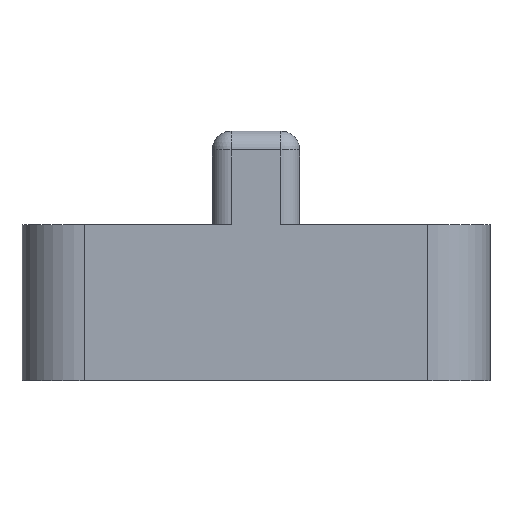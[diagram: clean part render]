
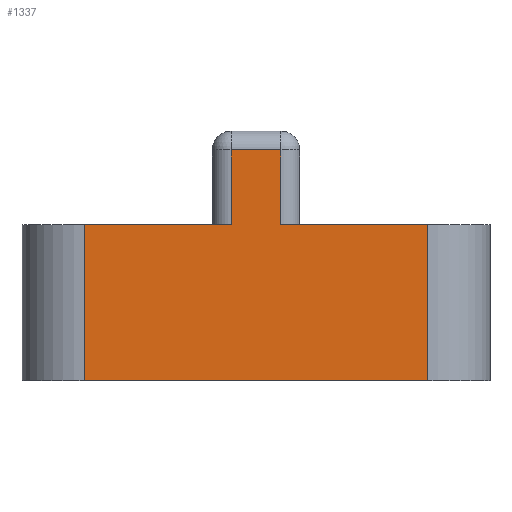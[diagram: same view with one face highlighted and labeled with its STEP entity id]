
A CAD part, front view. The second image highlights one B-rep face of the part: STEP entity #1337.
In plain terms, the highlighted planar face has unit normal (0, -1, 0).
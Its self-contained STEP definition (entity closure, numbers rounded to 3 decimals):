
#44 = PLANE('',#45);
#45 = AXIS2_PLACEMENT_3D('',#46,#47,#48);
#46 = CARTESIAN_POINT('',(0.,0.,5.));
#47 = DIRECTION('',(0.,0.,1.));
#48 = DIRECTION('',(1.,0.,0.));
#72 = CYLINDRICAL_SURFACE('',#73,2.);
#73 = AXIS2_PLACEMENT_3D('',#74,#75,#76);
#74 = CARTESIAN_POINT('',(2.,2.,0.));
#75 = DIRECTION('',(0.,0.,1.));
#76 = DIRECTION('',(-1.,0.,0.));
#100 = PLANE('',#101);
#101 = AXIS2_PLACEMENT_3D('',#102,#103,#104);
#102 = CARTESIAN_POINT('',(0.,0.,0.));
#103 = DIRECTION('',(0.,0.,1.));
#104 = DIRECTION('',(1.,0.,0.));
#143 = VERTEX_POINT('',#144);
#144 = CARTESIAN_POINT('',(2.,0.,5.));
#166 = EDGE_CURVE('',#143,#167,#169,.T.);
#167 = VERTEX_POINT('',#168);
#168 = CARTESIAN_POINT('',(6.7,0.,5.));
#169 = SURFACE_CURVE('',#170,(#174,#181),.PCURVE_S1.);
#170 = LINE('',#171,#172);
#171 = CARTESIAN_POINT('',(0.,0.,5.));
#172 = VECTOR('',#173,1.);
#173 = DIRECTION('',(1.,0.,0.));
#174 = PCURVE('',#44,#175);
#175 = DEFINITIONAL_REPRESENTATION('',(#176),#180);
#176 = LINE('',#177,#178);
#177 = CARTESIAN_POINT('',(0.,0.));
#178 = VECTOR('',#179,1.);
#179 = DIRECTION('',(1.,0.));
#180 = ( GEOMETRIC_REPRESENTATION_CONTEXT(2) 
PARAMETRIC_REPRESENTATION_CONTEXT() REPRESENTATION_CONTEXT('2D SPACE',''
  ) );
#181 = PCURVE('',#182,#187);
#182 = PLANE('',#183);
#183 = AXIS2_PLACEMENT_3D('',#184,#185,#186);
#184 = CARTESIAN_POINT('',(7.5,0.,3.087));
#185 = DIRECTION('',(0.,-1.,0.));
#186 = DIRECTION('',(0.,0.,-1.));
#187 = DEFINITIONAL_REPRESENTATION('',(#188),#192);
#188 = LINE('',#189,#190);
#189 = CARTESIAN_POINT('',(-1.913,-7.5));
#190 = VECTOR('',#191,1.);
#191 = DIRECTION('',(0.,1.));
#192 = ( GEOMETRIC_REPRESENTATION_CONTEXT(2) 
PARAMETRIC_REPRESENTATION_CONTEXT() REPRESENTATION_CONTEXT('2D SPACE',''
  ) );
#211 = CYLINDRICAL_SURFACE('',#212,0.6);
#212 = AXIS2_PLACEMENT_3D('',#213,#214,#215);
#213 = CARTESIAN_POINT('',(6.7,0.6,0.));
#214 = DIRECTION('',(0.,0.,1.));
#215 = DIRECTION('',(-1.,0.,0.));
#682 = VERTEX_POINT('',#683);
#683 = CARTESIAN_POINT('',(8.3,0.,5.));
#698 = CYLINDRICAL_SURFACE('',#699,0.6);
#699 = AXIS2_PLACEMENT_3D('',#700,#701,#702);
#700 = CARTESIAN_POINT('',(8.3,0.6,0.));
#701 = DIRECTION('',(0.,0.,1.));
#702 = DIRECTION('',(1.,0.,0.));
#710 = EDGE_CURVE('',#682,#711,#713,.T.);
#711 = VERTEX_POINT('',#712);
#712 = CARTESIAN_POINT('',(13.,0.,5.));
#713 = SURFACE_CURVE('',#714,(#718,#725),.PCURVE_S1.);
#714 = LINE('',#715,#716);
#715 = CARTESIAN_POINT('',(0.,0.,5.));
#716 = VECTOR('',#717,1.);
#717 = DIRECTION('',(1.,0.,0.));
#718 = PCURVE('',#44,#719);
#719 = DEFINITIONAL_REPRESENTATION('',(#720),#724);
#720 = LINE('',#721,#722);
#721 = CARTESIAN_POINT('',(0.,0.));
#722 = VECTOR('',#723,1.);
#723 = DIRECTION('',(1.,0.));
#724 = ( GEOMETRIC_REPRESENTATION_CONTEXT(2) 
PARAMETRIC_REPRESENTATION_CONTEXT() REPRESENTATION_CONTEXT('2D SPACE',''
  ) );
#725 = PCURVE('',#182,#726);
#726 = DEFINITIONAL_REPRESENTATION('',(#727),#731);
#727 = LINE('',#728,#729);
#728 = CARTESIAN_POINT('',(-1.913,-7.5));
#729 = VECTOR('',#730,1.);
#730 = DIRECTION('',(0.,1.));
#731 = ( GEOMETRIC_REPRESENTATION_CONTEXT(2) 
PARAMETRIC_REPRESENTATION_CONTEXT() REPRESENTATION_CONTEXT('2D SPACE',''
  ) );
#754 = CYLINDRICAL_SURFACE('',#755,2.);
#755 = AXIS2_PLACEMENT_3D('',#756,#757,#758);
#756 = CARTESIAN_POINT('',(13.,2.,0.));
#757 = DIRECTION('',(0.,0.,1.));
#758 = DIRECTION('',(1.,0.,0.));
#912 = VERTEX_POINT('',#913);
#913 = CARTESIAN_POINT('',(2.,0.,0.));
#935 = EDGE_CURVE('',#912,#143,#936,.T.);
#936 = SURFACE_CURVE('',#937,(#941,#948),.PCURVE_S1.);
#937 = LINE('',#938,#939);
#938 = CARTESIAN_POINT('',(2.,0.,0.));
#939 = VECTOR('',#940,1.);
#940 = DIRECTION('',(0.,0.,1.));
#941 = PCURVE('',#72,#942);
#942 = DEFINITIONAL_REPRESENTATION('',(#943),#947);
#943 = LINE('',#944,#945);
#944 = CARTESIAN_POINT('',(1.571,0.));
#945 = VECTOR('',#946,1.);
#946 = DIRECTION('',(0.,1.));
#947 = ( GEOMETRIC_REPRESENTATION_CONTEXT(2) 
PARAMETRIC_REPRESENTATION_CONTEXT() REPRESENTATION_CONTEXT('2D SPACE',''
  ) );
#948 = PCURVE('',#182,#949);
#949 = DEFINITIONAL_REPRESENTATION('',(#950),#954);
#950 = LINE('',#951,#952);
#951 = CARTESIAN_POINT('',(3.087,-5.5));
#952 = VECTOR('',#953,1.);
#953 = DIRECTION('',(-1.,0.));
#954 = ( GEOMETRIC_REPRESENTATION_CONTEXT(2) 
PARAMETRIC_REPRESENTATION_CONTEXT() REPRESENTATION_CONTEXT('2D SPACE',''
  ) );
#963 = EDGE_CURVE('',#912,#964,#966,.T.);
#964 = VERTEX_POINT('',#965);
#965 = CARTESIAN_POINT('',(13.,0.,0.));
#966 = SURFACE_CURVE('',#967,(#971,#978),.PCURVE_S1.);
#967 = LINE('',#968,#969);
#968 = CARTESIAN_POINT('',(0.,0.,0.));
#969 = VECTOR('',#970,1.);
#970 = DIRECTION('',(1.,0.,0.));
#971 = PCURVE('',#100,#972);
#972 = DEFINITIONAL_REPRESENTATION('',(#973),#977);
#973 = LINE('',#974,#975);
#974 = CARTESIAN_POINT('',(0.,0.));
#975 = VECTOR('',#976,1.);
#976 = DIRECTION('',(1.,0.));
#977 = ( GEOMETRIC_REPRESENTATION_CONTEXT(2) 
PARAMETRIC_REPRESENTATION_CONTEXT() REPRESENTATION_CONTEXT('2D SPACE',''
  ) );
#978 = PCURVE('',#182,#979);
#979 = DEFINITIONAL_REPRESENTATION('',(#980),#984);
#980 = LINE('',#981,#982);
#981 = CARTESIAN_POINT('',(3.087,-7.5));
#982 = VECTOR('',#983,1.);
#983 = DIRECTION('',(0.,1.));
#984 = ( GEOMETRIC_REPRESENTATION_CONTEXT(2) 
PARAMETRIC_REPRESENTATION_CONTEXT() REPRESENTATION_CONTEXT('2D SPACE',''
  ) );
#1315 = EDGE_CURVE('',#964,#711,#1316,.T.);
#1316 = SURFACE_CURVE('',#1317,(#1321,#1328),.PCURVE_S1.);
#1317 = LINE('',#1318,#1319);
#1318 = CARTESIAN_POINT('',(13.,0.,0.));
#1319 = VECTOR('',#1320,1.);
#1320 = DIRECTION('',(0.,0.,1.));
#1321 = PCURVE('',#754,#1322);
#1322 = DEFINITIONAL_REPRESENTATION('',(#1323),#1327);
#1323 = LINE('',#1324,#1325);
#1324 = CARTESIAN_POINT('',(-1.571,0.));
#1325 = VECTOR('',#1326,1.);
#1326 = DIRECTION('',(-0.,1.));
#1327 = ( GEOMETRIC_REPRESENTATION_CONTEXT(2) 
PARAMETRIC_REPRESENTATION_CONTEXT() REPRESENTATION_CONTEXT('2D SPACE',''
  ) );
#1328 = PCURVE('',#182,#1329);
#1329 = DEFINITIONAL_REPRESENTATION('',(#1330),#1334);
#1330 = LINE('',#1331,#1332);
#1331 = CARTESIAN_POINT('',(3.087,5.5));
#1332 = VECTOR('',#1333,1.);
#1333 = DIRECTION('',(-1.,0.));
#1334 = ( GEOMETRIC_REPRESENTATION_CONTEXT(2) 
PARAMETRIC_REPRESENTATION_CONTEXT() REPRESENTATION_CONTEXT('2D SPACE',''
  ) );
#1337 = ADVANCED_FACE('',(#1338),#182,.T.);
#1338 = FACE_BOUND('',#1339,.T.);
#1339 = EDGE_LOOP('',(#1340,#1341,#1342,#1343,#1366,#1394,#1415,#1416));
#1340 = ORIENTED_EDGE('',*,*,#963,.T.);
#1341 = ORIENTED_EDGE('',*,*,#1315,.T.);
#1342 = ORIENTED_EDGE('',*,*,#710,.F.);
#1343 = ORIENTED_EDGE('',*,*,#1344,.T.);
#1344 = EDGE_CURVE('',#682,#1345,#1347,.T.);
#1345 = VERTEX_POINT('',#1346);
#1346 = CARTESIAN_POINT('',(8.3,0.,7.4));
#1347 = SURFACE_CURVE('',#1348,(#1352,#1359),.PCURVE_S1.);
#1348 = LINE('',#1349,#1350);
#1349 = CARTESIAN_POINT('',(8.3,0.,0.));
#1350 = VECTOR('',#1351,1.);
#1351 = DIRECTION('',(0.,0.,1.));
#1352 = PCURVE('',#182,#1353);
#1353 = DEFINITIONAL_REPRESENTATION('',(#1354),#1358);
#1354 = LINE('',#1355,#1356);
#1355 = CARTESIAN_POINT('',(3.087,0.8));
#1356 = VECTOR('',#1357,1.);
#1357 = DIRECTION('',(-1.,0.));
#1358 = ( GEOMETRIC_REPRESENTATION_CONTEXT(2) 
PARAMETRIC_REPRESENTATION_CONTEXT() REPRESENTATION_CONTEXT('2D SPACE',''
  ) );
#1359 = PCURVE('',#698,#1360);
#1360 = DEFINITIONAL_REPRESENTATION('',(#1361),#1365);
#1361 = LINE('',#1362,#1363);
#1362 = CARTESIAN_POINT('',(-1.571,0.));
#1363 = VECTOR('',#1364,1.);
#1364 = DIRECTION('',(-0.,1.));
#1365 = ( GEOMETRIC_REPRESENTATION_CONTEXT(2) 
PARAMETRIC_REPRESENTATION_CONTEXT() REPRESENTATION_CONTEXT('2D SPACE',''
  ) );
#1366 = ORIENTED_EDGE('',*,*,#1367,.F.);
#1367 = EDGE_CURVE('',#1368,#1345,#1370,.T.);
#1368 = VERTEX_POINT('',#1369);
#1369 = CARTESIAN_POINT('',(6.7,0.,7.4));
#1370 = SURFACE_CURVE('',#1371,(#1375,#1382),.PCURVE_S1.);
#1371 = LINE('',#1372,#1373);
#1372 = CARTESIAN_POINT('',(6.1,0.,7.4));
#1373 = VECTOR('',#1374,1.);
#1374 = DIRECTION('',(1.,0.,0.));
#1375 = PCURVE('',#182,#1376);
#1376 = DEFINITIONAL_REPRESENTATION('',(#1377),#1381);
#1377 = LINE('',#1378,#1379);
#1378 = CARTESIAN_POINT('',(-4.313,-1.4));
#1379 = VECTOR('',#1380,1.);
#1380 = DIRECTION('',(0.,1.));
#1381 = ( GEOMETRIC_REPRESENTATION_CONTEXT(2) 
PARAMETRIC_REPRESENTATION_CONTEXT() REPRESENTATION_CONTEXT('2D SPACE',''
  ) );
#1382 = PCURVE('',#1383,#1388);
#1383 = CYLINDRICAL_SURFACE('',#1384,0.6);
#1384 = AXIS2_PLACEMENT_3D('',#1385,#1386,#1387);
#1385 = CARTESIAN_POINT('',(6.1,0.6,7.4));
#1386 = DIRECTION('',(1.,0.,0.));
#1387 = DIRECTION('',(0.,-1.,0.));
#1388 = DEFINITIONAL_REPRESENTATION('',(#1389),#1393);
#1389 = LINE('',#1390,#1391);
#1390 = CARTESIAN_POINT('',(-0.,0.));
#1391 = VECTOR('',#1392,1.);
#1392 = DIRECTION('',(-0.,1.));
#1393 = ( GEOMETRIC_REPRESENTATION_CONTEXT(2) 
PARAMETRIC_REPRESENTATION_CONTEXT() REPRESENTATION_CONTEXT('2D SPACE',''
  ) );
#1394 = ORIENTED_EDGE('',*,*,#1395,.F.);
#1395 = EDGE_CURVE('',#167,#1368,#1396,.T.);
#1396 = SURFACE_CURVE('',#1397,(#1401,#1408),.PCURVE_S1.);
#1397 = LINE('',#1398,#1399);
#1398 = CARTESIAN_POINT('',(6.7,0.,0.));
#1399 = VECTOR('',#1400,1.);
#1400 = DIRECTION('',(0.,0.,1.));
#1401 = PCURVE('',#182,#1402);
#1402 = DEFINITIONAL_REPRESENTATION('',(#1403),#1407);
#1403 = LINE('',#1404,#1405);
#1404 = CARTESIAN_POINT('',(3.087,-0.8));
#1405 = VECTOR('',#1406,1.);
#1406 = DIRECTION('',(-1.,0.));
#1407 = ( GEOMETRIC_REPRESENTATION_CONTEXT(2) 
PARAMETRIC_REPRESENTATION_CONTEXT() REPRESENTATION_CONTEXT('2D SPACE',''
  ) );
#1408 = PCURVE('',#211,#1409);
#1409 = DEFINITIONAL_REPRESENTATION('',(#1410),#1414);
#1410 = LINE('',#1411,#1412);
#1411 = CARTESIAN_POINT('',(1.571,0.));
#1412 = VECTOR('',#1413,1.);
#1413 = DIRECTION('',(0.,1.));
#1414 = ( GEOMETRIC_REPRESENTATION_CONTEXT(2) 
PARAMETRIC_REPRESENTATION_CONTEXT() REPRESENTATION_CONTEXT('2D SPACE',''
  ) );
#1415 = ORIENTED_EDGE('',*,*,#166,.F.);
#1416 = ORIENTED_EDGE('',*,*,#935,.F.);
